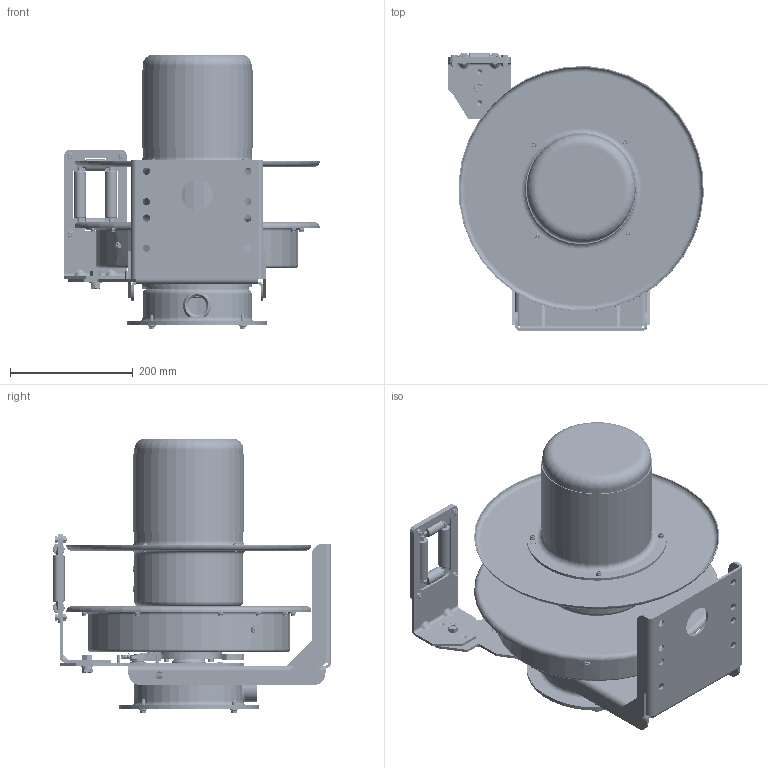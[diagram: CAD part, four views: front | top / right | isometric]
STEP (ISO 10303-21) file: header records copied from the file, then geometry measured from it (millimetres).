
FILE_DESCRIPTION(/* description */ (''),/* implementation_level */ '2;1');
FILE_NAME(/* name */ 'C16-X12-LIFT (SW).stp',/* time_stamp */ '2017-07-13T11:33:11-05:00',/* author */ ('sklawitter'),/* organization */ (''),/* preprocessor_version */ 'ST-DEVELOPER v16.1',/* originating_system */ 'Autodesk Inventor 2016',/* authorisation */ '');
FILE_SCHEMA (('AUTOMOTIVE_DESIGN { 1 0 10303 214 3 1 1 }'));
Products named in the file (1): C16-X12-LIFT (SW)
Bounding box: 416.24 x 453.16 x 447.17 mm (x, y, z)
Volume: 3217669 mm3; surface area: 2712799.4 mm2
Topology: 160 solids, 160 shells, 3264 faces, 7775 edges, 4852 vertices
Faces by surface type: plane 1283, cylinder 1024, cone 544, torus 212, bspline 177, sphere 24
Full cylindrical faces by diameter (mm): 1.143 x2, 1.316 x2, 1.905 x1, 2.32 x4, 3.5 x4, 3.708 x8, 3.962 x4, 3.969 x4, 4.134 x22, 4.762 x4, 4.851 x4, 4.917 x5, 4.928 x1, 4.999 x26, 5.004 x26, 5.055 x8, 5.156 x4, 5.359 x4, 5.41 x12, 5.563 x12, 5.954 x4, 6 x10, 6.35 x48, 6.655 x1, 6.756 x4, 6.8 x13, 6.807 x4, 6.858 x1, 6.96 x1, 7.137 x8
Entity records: 100367 total; most frequent: CARTESIAN_POINT 26618, DIRECTION 14780, ORIENTED_EDGE 13576, EDGE_CURVE 6788, AXIS2_PLACEMENT_3D 6179, VERTEX_POINT 4619, EDGE_LOOP 4593, STYLED_ITEM 3400
